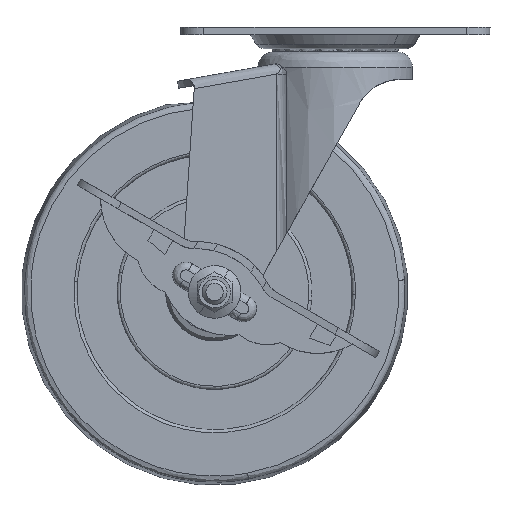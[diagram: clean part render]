
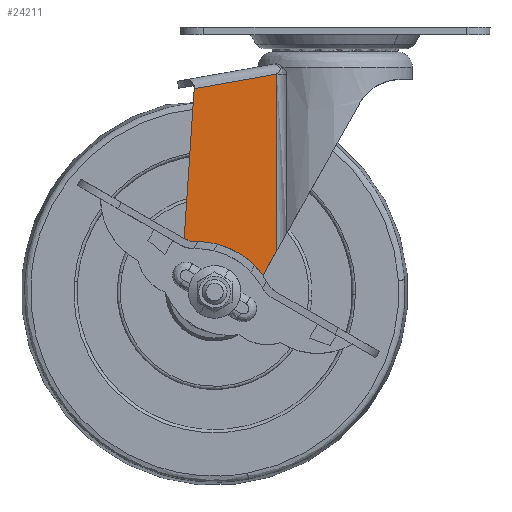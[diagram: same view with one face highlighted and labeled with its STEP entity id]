
A CAD part, front view. The second image highlights one B-rep face of the part: STEP entity #24211.
In plain terms, the highlighted free-form (B-spline) face has degree [1, 1] with [2, 2] control points.
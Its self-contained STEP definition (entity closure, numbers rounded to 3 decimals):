
#20387=CARTESIAN_POINT('',(-3.054,-18.3,-2.583));
#20388=VERTEX_POINT('',#20387);
#20394=CARTESIAN_POINT('',(0.0,-18.3,-4.0));
#20395=VERTEX_POINT('',#20394);
#20396=CARTESIAN_POINT('',(-3.054,-18.3,-2.583));
#20397=CARTESIAN_POINT('',(-2.797,-18.3,-2.887));
#20398=CARTESIAN_POINT('',(-2.274,-18.3,-3.345));
#20399=CARTESIAN_POINT('',(-1.231,-18.3,-3.864));
#20400=CARTESIAN_POINT('',(-0.471,-18.3,-4.));
#20401=CARTESIAN_POINT('',(0.0,-18.3,-4.0));
#20402=B_SPLINE_CURVE_WITH_KNOTS('',3,(#20396,#20397,#20398,#20399,#20400,#20401),.UNSPECIFIED.,.F.,.U.,(4,1,1,4),(0.,1.195,2.063,3.475),.UNSPECIFIED.);
#20403=EDGE_CURVE('',#20388,#20395,#20402,.T.);
#20405=CARTESIAN_POINT('',(4.,-18.3,0.));
#20406=VERTEX_POINT('',#20405);
#20407=CARTESIAN_POINT('',(0.0,-18.3,-4.0));
#20408=CARTESIAN_POINT('',(0.491,-18.3,-4.));
#20409=CARTESIAN_POINT('',(1.276,-18.3,-3.854));
#20410=CARTESIAN_POINT('',(2.182,-18.3,-3.383));
#20411=CARTESIAN_POINT('',(2.823,-18.3,-2.87));
#20412=CARTESIAN_POINT('',(3.353,-18.3,-2.24));
#20413=CARTESIAN_POINT('',(3.854,-18.3,-1.276));
#20414=CARTESIAN_POINT('',(4.,-18.3,-0.491));
#20415=CARTESIAN_POINT('',(4.,-18.3,0.));
#20416=B_SPLINE_CURVE_WITH_KNOTS('',3,(#20407,#20408,#20409,#20410,#20411,#20412,#20413,#20414,#20415),.UNSPECIFIED.,.F.,.U.,(4,1,1,1,1,1,4),(0.,1.473,2.356,3.044,3.927,4.811,6.283),.UNSPECIFIED.);
#20417=EDGE_CURVE('',#20395,#20406,#20416,.T.);
#20419=CARTESIAN_POINT('',(0.0,-18.3,4.0));
#20420=VERTEX_POINT('',#20419);
#20421=CARTESIAN_POINT('',(4.,-18.3,0.));
#20422=CARTESIAN_POINT('',(4.001,-18.3,0.556));
#20423=CARTESIAN_POINT('',(3.833,-18.3,1.341));
#20424=CARTESIAN_POINT('',(3.279,-18.3,2.348));
#20425=CARTESIAN_POINT('',(2.732,-18.3,2.967));
#20426=CARTESIAN_POINT('',(1.987,-18.3,3.506));
#20427=CARTESIAN_POINT('',(1.113,-18.3,3.893));
#20428=CARTESIAN_POINT('',(0.393,-18.3,4.));
#20429=CARTESIAN_POINT('',(0.0,-18.3,4.0));
#20430=B_SPLINE_CURVE_WITH_KNOTS('',3,(#20421,#20422,#20423,#20424,#20425,#20426,#20427,#20428,#20429),.UNSPECIFIED.,.F.,.U.,(4,1,1,1,1,1,4),(0.,1.669,2.356,3.436,4.123,5.105,6.283),.UNSPECIFIED.);
#20431=EDGE_CURVE('',#20406,#20420,#20430,.T.);
#20433=CARTESIAN_POINT('',(-2.753,-18.3,2.901));
#20434=VERTEX_POINT('',#20433);
#20435=CARTESIAN_POINT('',(0.0,-18.3,4.0));
#20436=CARTESIAN_POINT('',(-0.475,-18.3,4.));
#20437=CARTESIAN_POINT('',(-1.487,-18.3,3.818));
#20438=CARTESIAN_POINT('',(-2.364,-18.3,3.272));
#20439=CARTESIAN_POINT('',(-2.753,-18.3,2.901));
#20440=B_SPLINE_CURVE_WITH_KNOTS('',3,(#20435,#20436,#20437,#20438,#20439),.UNSPECIFIED.,.F.,.U.,(4,1,4),(0.,1.424,3.037),.UNSPECIFIED.);
#20441=EDGE_CURVE('',#20420,#20434,#20440,.T.);
#20522=CARTESIAN_POINT('',(-4.,-18.3,0.));
#20523=VERTEX_POINT('',#20522);
#20524=CARTESIAN_POINT('',(-2.753,-18.3,2.901));
#20525=CARTESIAN_POINT('',(-3.122,-18.3,2.553));
#20526=CARTESIAN_POINT('',(-3.762,-18.3,1.656));
#20527=CARTESIAN_POINT('',(-4.001,-18.3,0.575));
#20528=CARTESIAN_POINT('',(-4.,-18.3,0.));
#20529=B_SPLINE_CURVE_WITH_KNOTS('',3,(#20524,#20525,#20526,#20527,#20528),.UNSPECIFIED.,.F.,.U.,(4,1,4),(0.,1.522,3.246),.UNSPECIFIED.);
#20530=EDGE_CURVE('',#20434,#20523,#20529,.T.);
#20532=CARTESIAN_POINT('',(-4.,-18.3,0.));
#20533=CARTESIAN_POINT('',(-4.,-18.3,-0.38));
#20534=CARTESIAN_POINT('',(-3.866,-18.3,-1.316));
#20535=CARTESIAN_POINT('',(-3.414,-18.3,-2.159));
#20536=CARTESIAN_POINT('',(-3.054,-18.3,-2.583));
#20537=B_SPLINE_CURVE_WITH_KNOTS('',3,(#20532,#20533,#20534,#20535,#20536),.UNSPECIFIED.,.F.,.U.,(4,1,4),(0.,1.141,2.808),.UNSPECIFIED.);
#20538=EDGE_CURVE('',#20523,#20388,#20537,.T.);
#22772=CARTESIAN_POINT('',(20.103,-18.3,70.41));
#22773=VERTEX_POINT('',#22772);
#22841=CARTESIAN_POINT('',(20.103,-18.3,13.332));
#22842=VERTEX_POINT('',#22841);
#22857=CARTESIAN_POINT('',(20.103,-18.3,13.332));
#22858=CARTESIAN_POINT('',(20.103,-18.3,70.41));
#22859=QUASI_UNIFORM_CURVE('',1,(#22857,#22858),.UNSPECIFIED.,.F.,.U.);
#22860=EDGE_CURVE('',#22842,#22773,#22859,.T.);
#23394=CARTESIAN_POINT('',(-6.6,-18.3,65.701));
#23395=VERTEX_POINT('',#23394);
#23403=CARTESIAN_POINT('',(20.103,-18.3,70.41));
#23404=CARTESIAN_POINT('',(-6.6,-18.3,65.701));
#23405=QUASI_UNIFORM_CURVE('',1,(#23403,#23404),.UNSPECIFIED.,.F.,.U.);
#23406=EDGE_CURVE('',#22773,#23395,#23405,.T.);
#23734=CARTESIAN_POINT('',(-10.975,-18.3,0.739));
#23735=VERTEX_POINT('',#23734);
#23741=CARTESIAN_POINT('',(-10.975,-18.3,0.739));
#23742=CARTESIAN_POINT('',(-6.6,-18.3,65.701));
#23743=QUASI_UNIFORM_CURVE('',1,(#23741,#23742),.UNSPECIFIED.,.F.,.U.);
#23744=EDGE_CURVE('',#23735,#23395,#23743,.T.);
#23813=CARTESIAN_POINT('',(9.591,-18.3,-5.386));
#23814=VERTEX_POINT('',#23813);
#23815=CARTESIAN_POINT('',(20.103,-18.3,13.332));
#23816=CARTESIAN_POINT('',(9.591,-18.3,-5.386));
#23817=QUASI_UNIFORM_CURVE('',1,(#23815,#23816),.UNSPECIFIED.,.F.,.U.);
#23818=EDGE_CURVE('',#22842,#23814,#23817,.T.);
#24062=CARTESIAN_POINT('',(-10.975,-18.3,0.739));
#24063=CARTESIAN_POINT('',(-11.04,-18.3,-0.224));
#24064=CARTESIAN_POINT('',(-10.945,-18.3,-1.702));
#24065=CARTESIAN_POINT('',(-10.337,-18.3,-3.944));
#24066=CARTESIAN_POINT('',(-9.425,-18.3,-5.836));
#24067=CARTESIAN_POINT('',(-7.868,-18.3,-7.822));
#24068=CARTESIAN_POINT('',(-5.869,-18.3,-9.437));
#24069=CARTESIAN_POINT('',(-3.359,-18.3,-10.593));
#24070=CARTESIAN_POINT('',(-0.986,-18.3,-11.035));
#24071=CARTESIAN_POINT('',(1.3,-18.3,-10.986));
#24072=CARTESIAN_POINT('',(3.202,-18.3,-10.59));
#24073=CARTESIAN_POINT('',(4.994,-18.3,-9.853));
#24074=CARTESIAN_POINT('',(6.515,-18.3,-8.924));
#24075=CARTESIAN_POINT('',(8.16,-18.3,-7.506));
#24076=CARTESIAN_POINT('',(9.119,-18.3,-6.228));
#24077=CARTESIAN_POINT('',(9.591,-18.3,-5.386));
#24078=B_SPLINE_CURVE_WITH_KNOTS('',3,(#24062,#24063,#24064,#24065,#24066,#24067,#24068,#24069,#24070,#24071,#24072,#24073,#24074,#24075,#24076,#24077),.UNSPECIFIED.,.F.,.U.,(4,1,1,1,1,1,1,1,1,1,1,1,1,4),(0.,2.897,4.404,6.954,9.156,11.937,14.603,17.384,19.123,21.441,23.179,24.917,26.772,29.669),.UNSPECIFIED.);
#24079=EDGE_CURVE('',#23735,#23814,#24078,.T.);
#24191=CARTESIAN_POINT('',(-12.551,-18.3,74.476));
#24192=CARTESIAN_POINT('',(-12.551,-18.3,-15.064));
#24193=CARTESIAN_POINT('',(21.656,-18.3,74.476));
#24194=CARTESIAN_POINT('',(21.656,-18.3,-15.064));
#24195=B_SPLINE_SURFACE_WITH_KNOTS('',1,1,((#24191,#24193),(#24192,#24194)),.UNSPECIFIED.,.F.,.F.,.U.,(2,2),(2,2),(0.0,89.54),(0.0,34.207),.UNSPECIFIED.);
#24196=ORIENTED_EDGE('',*,*,#23818,.F.);
#24197=ORIENTED_EDGE('',*,*,#22860,.T.);
#24198=ORIENTED_EDGE('',*,*,#23406,.T.);
#24199=ORIENTED_EDGE('',*,*,#23744,.F.);
#24200=ORIENTED_EDGE('',*,*,#24079,.T.);
#24201=EDGE_LOOP('',(#24196,#24197,#24198,#24199,#24200));
#24202=FACE_OUTER_BOUND('',#24201,.T.);
#24203=ORIENTED_EDGE('',*,*,#20417,.F.);
#24204=ORIENTED_EDGE('',*,*,#20403,.F.);
#24205=ORIENTED_EDGE('',*,*,#20538,.F.);
#24206=ORIENTED_EDGE('',*,*,#20530,.F.);
#24207=ORIENTED_EDGE('',*,*,#20441,.F.);
#24208=ORIENTED_EDGE('',*,*,#20431,.F.);
#24209=EDGE_LOOP('',(#24203,#24204,#24205,#24206,#24207,#24208));
#24210=FACE_BOUND('',#24209,.T.);
#24211=ADVANCED_FACE('',(#24202,#24210),#24195,.T.);
